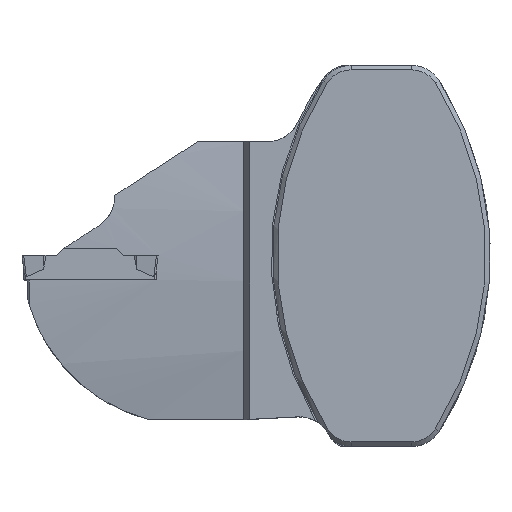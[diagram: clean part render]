
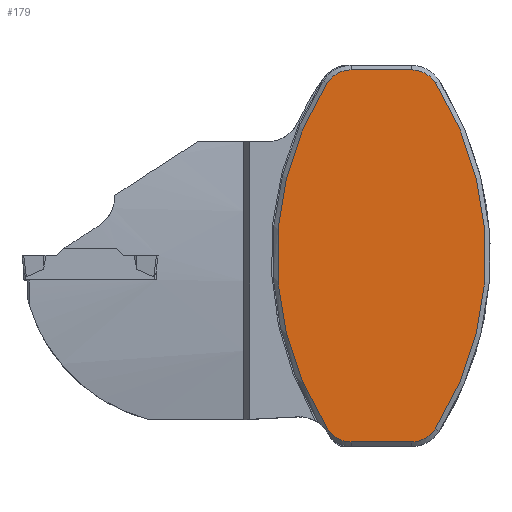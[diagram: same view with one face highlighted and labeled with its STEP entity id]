
A CAD part, top view. The second image highlights one B-rep face of the part: STEP entity #179.
In plain terms, the highlighted planar face has unit normal (0, 0, 1).
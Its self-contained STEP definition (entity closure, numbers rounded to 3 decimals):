
#132=PLANE('',#1666);
#179=ADVANCED_FACE('',(#277),#132,.T.);
#277=FACE_OUTER_BOUND('',#355,.T.);
#355=EDGE_LOOP('',(#842,#843,#844,#845,#846,#847,#848,#849));
#467=LINE('',#2452,#586);
#468=LINE('',#2460,#587);
#586=VECTOR('',#1907,1.);
#587=VECTOR('',#1914,1.);
#681=CIRCLE('',#1634,59.175);
#691=CIRCLE('',#1649,5.175);
#696=CIRCLE('',#1662,5.175);
#697=CIRCLE('',#1663,5.175);
#698=CIRCLE('',#1664,59.175);
#699=CIRCLE('',#1665,5.175);
#842=ORIENTED_EDGE('',*,*,#1384,.F.);
#843=ORIENTED_EDGE('',*,*,#1345,.F.);
#844=ORIENTED_EDGE('',*,*,#1367,.F.);
#845=ORIENTED_EDGE('',*,*,#1385,.F.);
#846=ORIENTED_EDGE('',*,*,#1386,.F.);
#847=ORIENTED_EDGE('',*,*,#1387,.F.);
#848=ORIENTED_EDGE('',*,*,#1388,.F.);
#849=ORIENTED_EDGE('',*,*,#1389,.F.);
#1197=VERTEX_POINT('',#2366);
#1198=VERTEX_POINT('',#2368);
#1213=VERTEX_POINT('',#2418);
#1221=VERTEX_POINT('',#2451);
#1222=VERTEX_POINT('',#2453);
#1223=VERTEX_POINT('',#2455);
#1224=VERTEX_POINT('',#2457);
#1225=VERTEX_POINT('',#2459);
#1345=EDGE_CURVE('',#1197,#1198,#681,.T.);
#1367=EDGE_CURVE('',#1213,#1197,#691,.T.);
#1384=EDGE_CURVE('',#1198,#1221,#696,.T.);
#1385=EDGE_CURVE('',#1222,#1213,#467,.T.);
#1386=EDGE_CURVE('',#1223,#1222,#697,.T.);
#1387=EDGE_CURVE('',#1224,#1223,#698,.T.);
#1388=EDGE_CURVE('',#1225,#1224,#699,.T.);
#1389=EDGE_CURVE('',#1221,#1225,#468,.T.);
#1634=AXIS2_PLACEMENT_3D('',#2367,#1828,#1829);
#1649=AXIS2_PLACEMENT_3D('',#2419,#1868,#1869);
#1662=AXIS2_PLACEMENT_3D('',#2450,#1905,#1906);
#1663=AXIS2_PLACEMENT_3D('',#2454,#1908,#1909);
#1664=AXIS2_PLACEMENT_3D('',#2456,#1910,#1911);
#1665=AXIS2_PLACEMENT_3D('',#2458,#1912,#1913);
#1666=AXIS2_PLACEMENT_3D('',#2461,#1915,#1916);
#1828=DIRECTION('',(0.,0.,-1.));
#1829=DIRECTION('',(0.,-1.,0.));
#1868=DIRECTION('',(0.,0.,-1.));
#1869=DIRECTION('',(0.,-1.,0.));
#1905=DIRECTION('',(0.,0.,-1.));
#1906=DIRECTION('',(0.,-1.,0.));
#1907=DIRECTION('',(-1.,0.,0.));
#1908=DIRECTION('',(0.,0.,-1.));
#1909=DIRECTION('',(0.,-1.,0.));
#1910=DIRECTION('',(0.,0.,-1.));
#1911=DIRECTION('',(0.,-1.,0.));
#1912=DIRECTION('',(0.,0.,-1.));
#1913=DIRECTION('',(0.,-1.,0.));
#1914=DIRECTION('',(1.,0.,0.));
#1915=DIRECTION('',(0.,0.,1.));
#1916=DIRECTION('',(0.,-1.,0.));
#2366=CARTESIAN_POINT('',(-9.918,-31.779,0.325));
#2367=CARTESIAN_POINT('',(40.,0.,0.325));
#2368=CARTESIAN_POINT('',(-9.918,31.779,0.325));
#2418=CARTESIAN_POINT('',(-5.552,-34.175,0.325));
#2419=CARTESIAN_POINT('',(-5.552,-29.,0.325));
#2450=CARTESIAN_POINT('',(-5.552,29.,0.325));
#2451=CARTESIAN_POINT('',(-5.552,34.175,0.325));
#2452=CARTESIAN_POINT('',(0.,-34.175,0.325));
#2453=CARTESIAN_POINT('',(5.552,-34.175,0.325));
#2454=CARTESIAN_POINT('',(5.552,-29.,0.325));
#2455=CARTESIAN_POINT('',(9.918,-31.779,0.325));
#2456=CARTESIAN_POINT('',(-40.,0.,0.325));
#2457=CARTESIAN_POINT('',(9.918,31.779,0.325));
#2458=CARTESIAN_POINT('',(5.552,29.,0.325));
#2459=CARTESIAN_POINT('',(5.552,34.175,0.325));
#2460=CARTESIAN_POINT('',(0.,34.175,0.325));
#2461=CARTESIAN_POINT('',(0.,0.,0.325));
